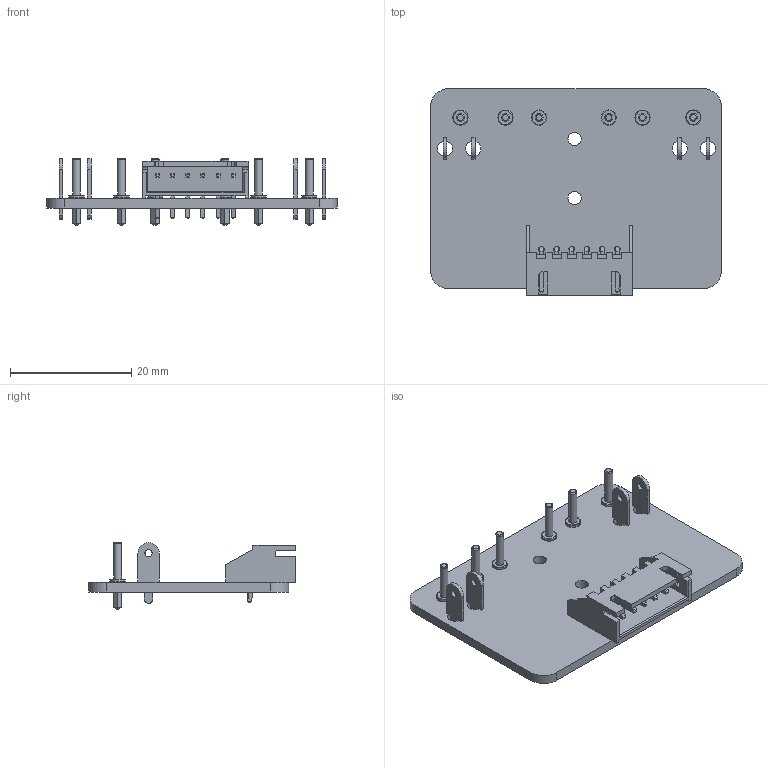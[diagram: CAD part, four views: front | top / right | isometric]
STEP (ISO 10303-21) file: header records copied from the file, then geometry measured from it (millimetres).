
FILE_DESCRIPTION(('KiCad electronic assembly'),'2;1');
FILE_NAME('batrai bor.step','2024-04-01T22:31:09',('Pcbnew'),('Kicad'), 'Open CASCADE STEP processor 7.7','KiCad to STEP converter','Unknown' );
FILE_SCHEMA(('AUTOMOTIVE_DESIGN { 1 0 10303 214 1 1 1 1 }'));
Length unit declared in the file: millimetre
Products named in the file (8): batrai bor 1; Pin_D1.3mm_L10.0mm_W3.5mm_Flat; Pin_d1.3mm_L10.0mm_W3.5mm_Flat; Pin_D1.3mm_L11.0mm; Pin_d1.3mm_L11.0mm; JST_XH_S6B-XH-A-1_1x06_P2.50mm_Horizontal; JST_S6B_XH_A_1; batrai bor_PCB
Assembly tree (15 placements, depth 3):
  batrai bor 1
    Pin_D1.3mm_L10.0mm_W3.5mm_Flat  x4
      Pin_d1.3mm_L10.0mm_W3.5mm_Flat
    Pin_D1.3mm_L11.0mm  x6
      Pin_d1.3mm_L11.0mm
    JST_XH_S6B-XH-A-1_1x06_P2.50mm_Horizontal
      JST_S6B_XH_A_1
    batrai bor_PCB
Bounding box: 48 x 34.11 x 11 mm (x, y, z)
Volume: 2974.9 mm3; surface area: 5077.6 mm2
Topology: 12 solids, 12 shells, 395 faces, 957 edges, 610 vertices
Faces by surface type: plane 315, cylinder 62, torus 18
Full cylindrical faces by diameter (mm): 0.95 x6, 1.2 x4, 1.3 x10, 1.5 x2, 2.2 x2, 2.5 x10
Entity records: 10140 total; most frequent: CARTESIAN_POINT 1470, ORIENTED_EDGE 1432, DIRECTION 1394, EDGE_CURVE 716, LINE 624, VECTOR 624, VERTEX_POINT 461, AXIS2_PLACEMENT_3D 385
